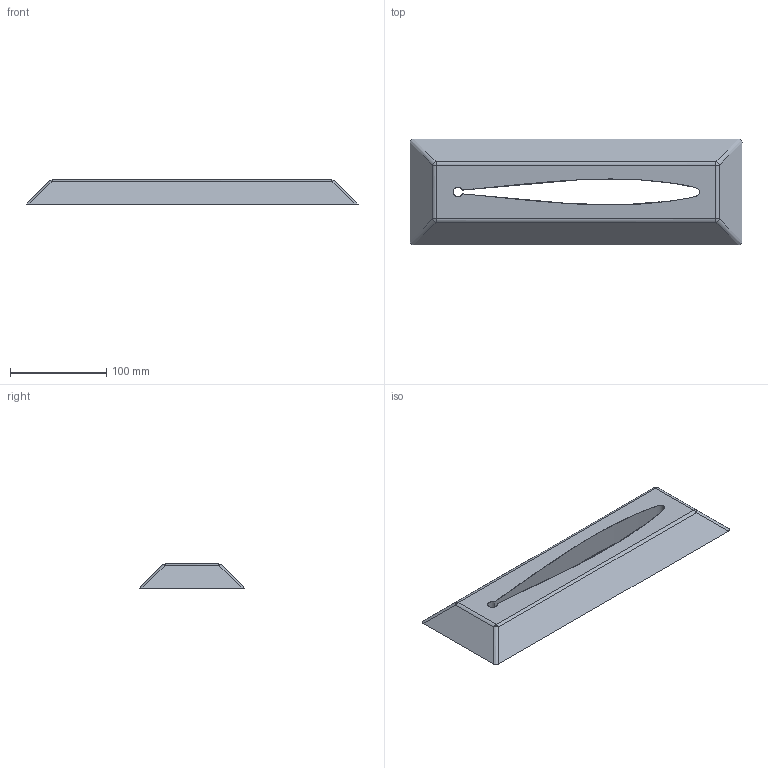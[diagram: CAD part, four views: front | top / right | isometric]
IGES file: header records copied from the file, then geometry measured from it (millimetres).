
Global section: file name: 84Hpi; native system: Rhinoceros ( Jul  9 2019 ); preprocessor: Trout Lake IGES 012 Jul  9 2019; date: 190801.102250; units: millimetre
Bounding box: 345 x 110 x 25 mm (x, y, z)
Surface area: 87717.3 mm2 (no closed solid volume)
Topology: 0 solids, 0 shells, 21 faces, 284 edges, 284 vertices
Faces by surface type: bspline 21
